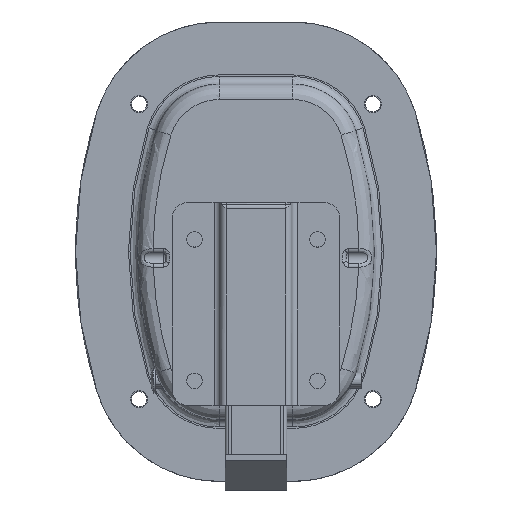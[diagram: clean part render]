
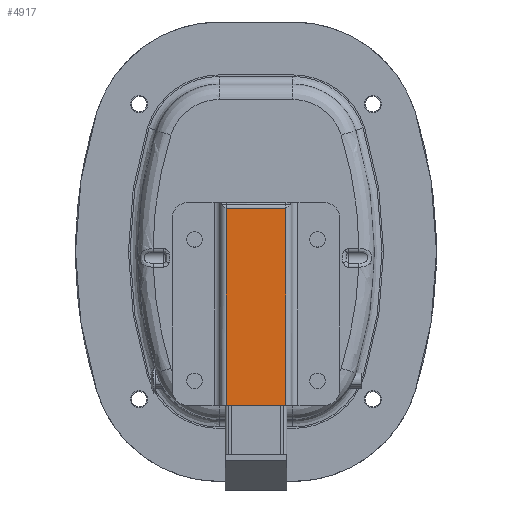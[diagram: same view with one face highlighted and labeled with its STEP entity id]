
A CAD part, front view. The second image highlights one B-rep face of the part: STEP entity #4917.
In plain terms, the highlighted planar face has unit normal (0, -1, 0).
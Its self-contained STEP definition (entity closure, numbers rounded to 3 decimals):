
#4917=ADVANCED_FACE('',(#5613),#15754,.T.);
#5613=FACE_OUTER_BOUND('',#6372,.T.);
#6372=EDGE_LOOP('',(#8935,#8936,#8937,#8938));
#8935=ORIENTED_EDGE('',*,*,#11408,.T.);
#8936=ORIENTED_EDGE('',*,*,#11406,.F.);
#8937=ORIENTED_EDGE('',*,*,#11409,.T.);
#8938=ORIENTED_EDGE('',*,*,#11410,.T.);
#11406=EDGE_CURVE('',#15188,#15212,#12646,.T.);
#11408=EDGE_CURVE('',#15213,#15212,#12647,.T.);
#11409=EDGE_CURVE('',#15188,#15166,#12648,.T.);
#11410=EDGE_CURVE('',#15166,#15213,#12649,.T.);
#12646=B_SPLINE_CURVE_WITH_KNOTS('',1,(#33753,#33754),.UNSPECIFIED.,.F.,
 .F.,(2,2),(0.,64.),.UNSPECIFIED.);
#12647=B_SPLINE_CURVE_WITH_KNOTS('',1,(#33758,#33759),.UNSPECIFIED.,.F.,
 .F.,(2,2),(0.,19.3),.UNSPECIFIED.);
#12648=B_SPLINE_CURVE_WITH_KNOTS('',1,(#33760,#33761),.UNSPECIFIED.,.F.,
 .F.,(2,2),(0.,19.3),.UNSPECIFIED.);
#12649=B_SPLINE_CURVE_WITH_KNOTS('',1,(#33762,#33763),.UNSPECIFIED.,.F.,
 .F.,(2,2),(0.,64.),.UNSPECIFIED.);
#15166=VERTEX_POINT('',#33317);
#15188=VERTEX_POINT('',#33339);
#15212=VERTEX_POINT('',#33363);
#15213=VERTEX_POINT('',#33364);
#15754=PLANE('',#17164);
#17164=AXIS2_PLACEMENT_3D('',#33202,#18861,$);
#18861=DIRECTION('',(0.,-1.,0.));
#33202=CARTESIAN_POINT('',(11.58,-29.,62.4));
#33317=CARTESIAN_POINT('',(-9.65,-29.,56.));
#33339=CARTESIAN_POINT('',(9.65,-29.,56.));
#33363=CARTESIAN_POINT('',(9.65,-29.,-8.));
#33364=CARTESIAN_POINT('',(-9.65,-29.,-8.));
#33753=CARTESIAN_POINT('',(9.65,-29.,56.));
#33754=CARTESIAN_POINT('',(9.65,-29.,-8.));
#33758=CARTESIAN_POINT('',(-9.65,-29.,-8.));
#33759=CARTESIAN_POINT('',(9.65,-29.,-8.));
#33760=CARTESIAN_POINT('',(9.65,-29.,56.));
#33761=CARTESIAN_POINT('',(-9.65,-29.,56.));
#33762=CARTESIAN_POINT('',(-9.65,-29.,56.));
#33763=CARTESIAN_POINT('',(-9.65,-29.,-8.));
